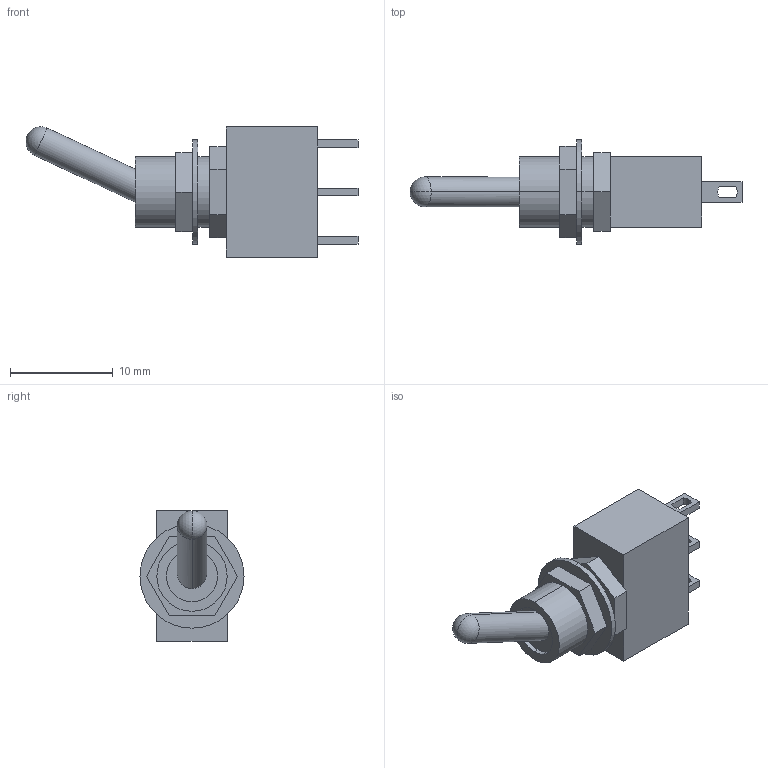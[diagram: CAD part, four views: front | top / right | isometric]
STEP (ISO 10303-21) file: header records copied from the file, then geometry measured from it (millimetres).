
FILE_DESCRIPTION (( 'STEP AP214' ), '1' );
FILE_NAME ('E457A011-AF67-42D5-9A7C-96E68E759DF4.STEP', '2023-09-14T16:35:16', ( '' ), ( '' ), 'SwSTEP 2.0', 'SolidWorks 2022', '' );
FILE_SCHEMA (( 'AUTOMOTIVE_DESIGN' ));
Length unit declared in the file: inch
Products named in the file (1): E457A011-AF67-42D5-9A7C-96E68E759DF4
Bounding box: 32.38 x 10.16 x 12.71 mm (x, y, z)
Volume: 1254.9 mm3; surface area: 1010.4 mm2
Topology: 1 solids, 1 shells, 69 faces, 173 edges, 113 vertices
Faces by surface type: plane 48, cylinder 19, sphere 2
Entity records: 2359 total; most frequent: CARTESIAN_POINT 356, DIRECTION 345, ORIENTED_EDGE 338, EDGE_CURVE 169, VECTOR 129, LINE 129, VERTEX_POINT 111, AXIS2_PLACEMENT_3D 108
